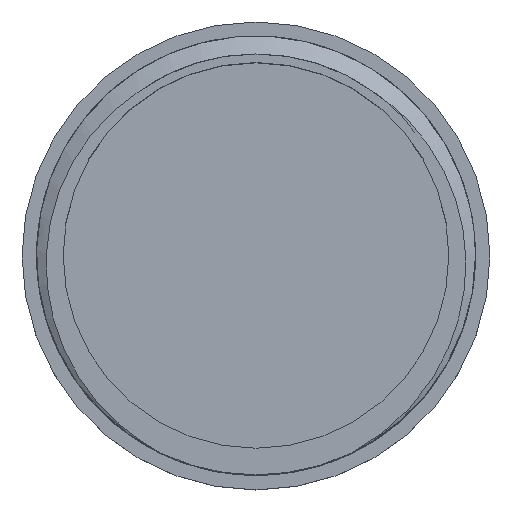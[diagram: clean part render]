
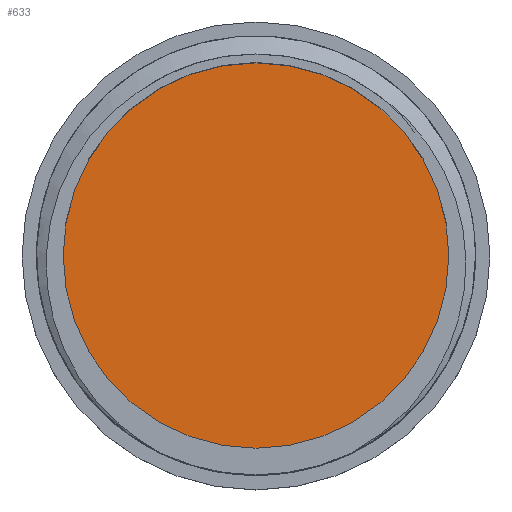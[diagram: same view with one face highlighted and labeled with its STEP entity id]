
A CAD part, top view. The second image highlights one B-rep face of the part: STEP entity #633.
In plain terms, the highlighted planar face has unit normal (0, 0, 1).
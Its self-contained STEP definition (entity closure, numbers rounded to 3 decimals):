
#26=PLANE('',#689);
#63=FACE_OUTER_BOUND('',#99,.T.);
#99=EDGE_LOOP('',(#561));
#114=CIRCLE('',#688,6.1);
#298=VERTEX_POINT('',#3441);
#390=EDGE_CURVE('',#298,#298,#114,.T.);
#561=ORIENTED_EDGE('',*,*,#390,.F.);
#633=ADVANCED_FACE('',(#63),#26,.T.);
#688=AXIS2_PLACEMENT_3D('',#3443,#808,#809);
#689=AXIS2_PLACEMENT_3D('',#3444,#810,#811);
#808=DIRECTION('center_axis',(0.,0.,-1.));
#809=DIRECTION('ref_axis',(-1.,0.,0.));
#810=DIRECTION('center_axis',(0.,0.,1.));
#811=DIRECTION('ref_axis',(1.,0.,0.));
#3441=CARTESIAN_POINT('',(6.1,0.,5.6));
#3443=CARTESIAN_POINT('Origin',(0.,0.,5.6));
#3444=CARTESIAN_POINT('Origin',(0.,0.,5.6));
